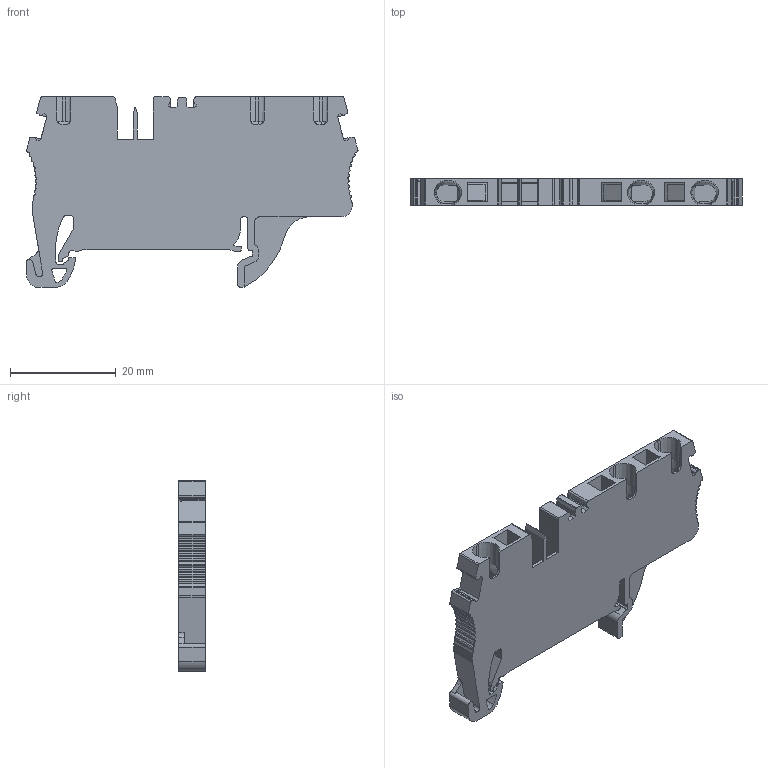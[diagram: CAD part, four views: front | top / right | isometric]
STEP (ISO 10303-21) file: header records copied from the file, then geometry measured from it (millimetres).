
FILE_DESCRIPTION(/* description */ ('Unknown'),/* implementation_level */ '2;1');
FILE_NAME(/* name */ 'SQ2.5-1X2+D1_3D_Solid',/* time_stamp */ '2025-04-08T09:28:00+06:00',/* author */ ('Unknown'),/* organization */ ('Unknown'),/* preprocessor_version */ 'ST-DEVELOPER v16.7',/* originating_system */ 'Solid Edge',/* authorisation */ 'Unknown');
FILE_SCHEMA (('AUTOMOTIVE_DESIGN {1 0 10303 214 3 1 1}'));
Length unit declared in the file: millimetre
Products named in the file (1): SQ2.5-1X2+D1_3D_Solid
Bounding box: 62.82 x 5 x 36 mm (x, y, z)
Volume: 6712.7 mm3; surface area: 6024.9 mm2
Topology: 1 solids, 1 shells, 361 faces, 1090 edges, 734 vertices
Faces by surface type: plane 188, cylinder 161, cone 6, bspline 6
Entity records: 12759 total; most frequent: CARTESIAN_POINT 2671, ORIENTED_EDGE 2182, DIRECTION 2104, EDGE_CURVE 1091, VERTEX_POINT 735, AXIS2_PLACEMENT_3D 707, LINE 690, VECTOR 690
